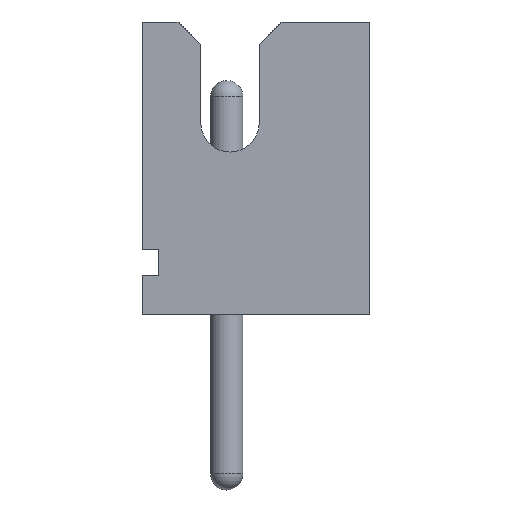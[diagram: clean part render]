
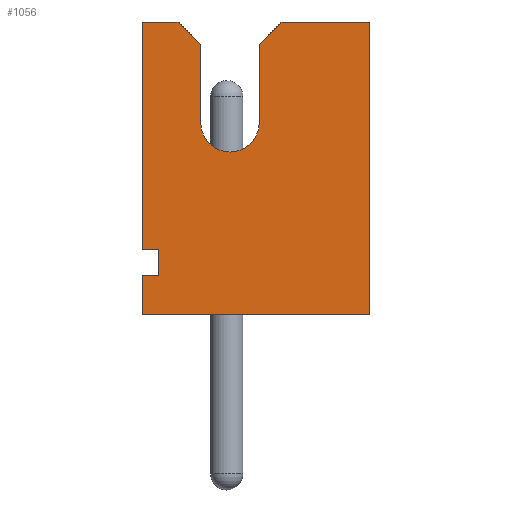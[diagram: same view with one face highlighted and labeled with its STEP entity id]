
A CAD part, front view. The second image highlights one B-rep face of the part: STEP entity #1056.
In plain terms, the highlighted planar face has unit normal (0, -1, 0).
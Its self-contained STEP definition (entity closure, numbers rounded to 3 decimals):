
#47=CIRCLE('',#1142,0.45);
#80=FACE_OUTER_BOUND('',#134,.T.);
#134=EDGE_LOOP('',(#798,#799,#800,#801,#802,#803,#804,#805,#806,#807,#808,
#809,#810,#811));
#181=LINE('',#1509,#315);
#184=LINE('',#1515,#318);
#188=LINE('',#1522,#322);
#196=LINE('',#1545,#330);
#206=LINE('',#1565,#340);
#216=LINE('',#1586,#350);
#219=LINE('',#1592,#353);
#231=LINE('',#1618,#365);
#238=LINE('',#1633,#372);
#239=LINE('',#1635,#373);
#240=LINE('',#1636,#374);
#241=LINE('',#1638,#375);
#242=LINE('',#1639,#376);
#315=VECTOR('',#1235,10.);
#318=VECTOR('',#1240,10.);
#322=VECTOR('',#1246,10.);
#330=VECTOR('',#1264,10.);
#340=VECTOR('',#1280,10.);
#350=VECTOR('',#1294,10.);
#353=VECTOR('',#1299,10.);
#365=VECTOR('',#1319,10.);
#372=VECTOR('',#1332,10.);
#373=VECTOR('',#1333,10.);
#374=VECTOR('',#1334,10.);
#375=VECTOR('',#1335,10.);
#376=VECTOR('',#1336,10.);
#456=VERTEX_POINT('',#1506);
#457=VERTEX_POINT('',#1508);
#459=VERTEX_POINT('',#1514);
#461=VERTEX_POINT('',#1520);
#470=VERTEX_POINT('',#1542);
#471=VERTEX_POINT('',#1544);
#478=VERTEX_POINT('',#1564);
#486=VERTEX_POINT('',#1583);
#487=VERTEX_POINT('',#1585);
#489=VERTEX_POINT('',#1591);
#499=VERTEX_POINT('',#1616);
#504=VERTEX_POINT('',#1632);
#505=VERTEX_POINT('',#1634);
#506=VERTEX_POINT('',#1637);
#561=EDGE_CURVE('',#457,#456,#181,.T.);
#564=EDGE_CURVE('',#459,#457,#184,.T.);
#568=EDGE_CURVE('',#456,#461,#188,.T.);
#578=EDGE_CURVE('',#471,#470,#196,.T.);
#588=EDGE_CURVE('',#478,#471,#206,.T.);
#598=EDGE_CURVE('',#487,#486,#216,.T.);
#601=EDGE_CURVE('',#489,#487,#219,.T.);
#604=EDGE_CURVE('',#470,#489,#47,.T.);
#615=EDGE_CURVE('',#499,#461,#231,.T.);
#622=EDGE_CURVE('',#499,#504,#238,.T.);
#623=EDGE_CURVE('',#504,#505,#239,.T.);
#624=EDGE_CURVE('',#478,#505,#240,.T.);
#625=EDGE_CURVE('',#506,#486,#241,.T.);
#626=EDGE_CURVE('',#459,#506,#242,.T.);
#798=ORIENTED_EDGE('',*,*,#564,.T.);
#799=ORIENTED_EDGE('',*,*,#561,.T.);
#800=ORIENTED_EDGE('',*,*,#568,.T.);
#801=ORIENTED_EDGE('',*,*,#615,.F.);
#802=ORIENTED_EDGE('',*,*,#622,.T.);
#803=ORIENTED_EDGE('',*,*,#623,.T.);
#804=ORIENTED_EDGE('',*,*,#624,.F.);
#805=ORIENTED_EDGE('',*,*,#588,.T.);
#806=ORIENTED_EDGE('',*,*,#578,.T.);
#807=ORIENTED_EDGE('',*,*,#604,.T.);
#808=ORIENTED_EDGE('',*,*,#601,.T.);
#809=ORIENTED_EDGE('',*,*,#598,.T.);
#810=ORIENTED_EDGE('',*,*,#625,.F.);
#811=ORIENTED_EDGE('',*,*,#626,.F.);
#1002=PLANE('',#1146);
#1056=ADVANCED_FACE('',(#80),#1002,.T.);
#1142=AXIS2_PLACEMENT_3D('',#1596,#1305,#1306);
#1146=AXIS2_PLACEMENT_3D('',#1631,#1330,#1331);
#1235=DIRECTION('',(0.,0.,-1.));
#1240=DIRECTION('',(1.,0.,0.));
#1246=DIRECTION('',(-1.,0.,0.));
#1264=DIRECTION('',(0.,0.,-1.));
#1280=DIRECTION('',(-0.707,0.,-0.707));
#1294=DIRECTION('',(-0.707,0.,0.707));
#1299=DIRECTION('',(0.,0.,1.));
#1305=DIRECTION('center_axis',(0.,1.,0.));
#1306=DIRECTION('ref_axis',(-1.,0.,0.));
#1319=DIRECTION('',(0.,0.,1.));
#1330=DIRECTION('center_axis',(0.,-1.,0.));
#1331=DIRECTION('ref_axis',(1.,0.,0.));
#1332=DIRECTION('',(1.,0.,0.));
#1333=DIRECTION('',(0.,0.,1.));
#1334=DIRECTION('',(1.,0.,0.));
#1335=DIRECTION('',(1.,0.,0.));
#1336=DIRECTION('',(0.,0.,1.));
#1506=CARTESIAN_POINT('',(-1.05,-1.5,0.6));
#1508=CARTESIAN_POINT('',(-1.05,-1.5,1.));
#1509=CARTESIAN_POINT('',(-1.05,-1.5,0.5));
#1514=CARTESIAN_POINT('',(-1.3,-1.5,1.));
#1515=CARTESIAN_POINT('',(-1.3,-1.5,1.));
#1520=CARTESIAN_POINT('',(-1.3,-1.5,0.6));
#1522=CARTESIAN_POINT('',(-1.175,-1.5,0.6));
#1542=CARTESIAN_POINT('',(0.5,-1.5,2.95));
#1544=CARTESIAN_POINT('',(0.5,-1.5,4.15));
#1545=CARTESIAN_POINT('',(0.5,-1.5,2.075));
#1564=CARTESIAN_POINT('',(0.85,-1.5,4.5));
#1565=CARTESIAN_POINT('',(-0.813,-1.5,2.838));
#1583=CARTESIAN_POINT('',(-0.75,-1.5,4.5));
#1585=CARTESIAN_POINT('',(-0.4,-1.5,4.15));
#1586=CARTESIAN_POINT('',(0.413,-1.5,3.338));
#1591=CARTESIAN_POINT('',(-0.4,-1.5,2.95));
#1592=CARTESIAN_POINT('',(-0.4,-1.5,1.475));
#1596=CARTESIAN_POINT('Origin',(0.05,-1.5,2.95));
#1616=CARTESIAN_POINT('',(-1.3,-1.5,0.));
#1618=CARTESIAN_POINT('',(-1.3,-1.5,0.));
#1631=CARTESIAN_POINT('Origin',(-1.3,-1.5,0.));
#1632=CARTESIAN_POINT('',(2.2,-1.5,0.));
#1633=CARTESIAN_POINT('',(-1.3,-1.5,0.));
#1634=CARTESIAN_POINT('',(2.2,-1.5,4.5));
#1635=CARTESIAN_POINT('',(2.2,-1.5,0.));
#1636=CARTESIAN_POINT('',(-1.3,-1.5,4.5));
#1637=CARTESIAN_POINT('',(-1.3,-1.5,4.5));
#1638=CARTESIAN_POINT('',(-1.3,-1.5,4.5));
#1639=CARTESIAN_POINT('',(-1.3,-1.5,0.));
